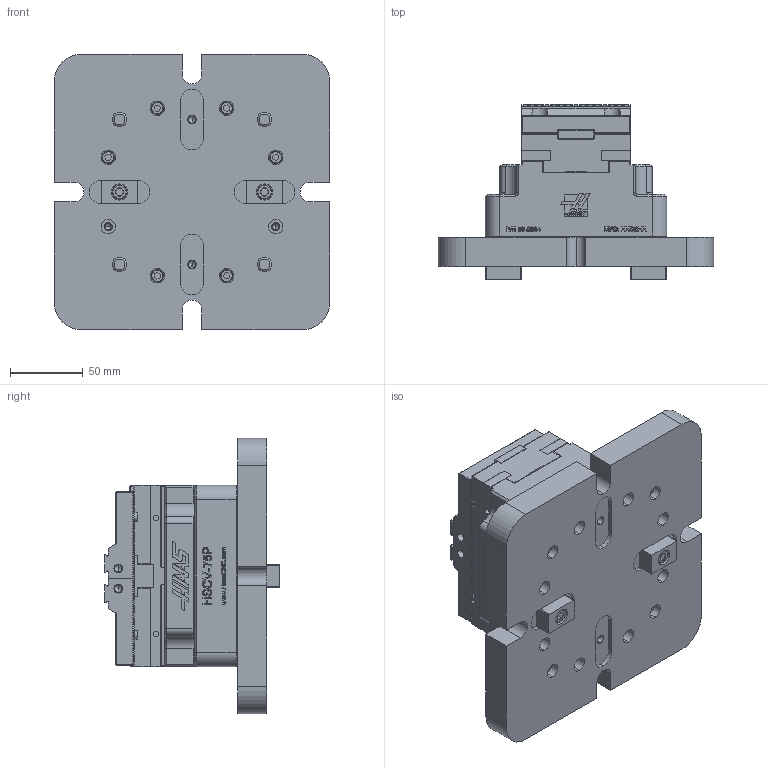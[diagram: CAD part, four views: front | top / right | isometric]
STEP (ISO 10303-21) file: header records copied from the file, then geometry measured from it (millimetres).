
FILE_DESCRIPTION (( 'STEP AP214' ), '1' );
FILE_NAME ('08-1857.STEP', '2025-02-25T16:08:06', ( '' ), ( '' ), 'SwSTEP 2.0', 'SolidWorks 2023', '' );
FILE_SCHEMA (( 'AUTOMOTIVE_DESIGN' ));
Length unit declared in the file: inch
Products named in the file (34): 05-0410_7; 08-1857; 05-0410_17; 05-0410_6; 05-0410_5; 05-0410_21; 05-0410_30; 05-0410_28; 05-0410_4; 05-0410; 05-0410_3; 05-0410_19; 05-0410_15; 05-0410_26; 05-0410_9; 05-0410_16; 05-0410_8; 05-0410_29; 05-0410_25; 05-0410_14; 05-0410_31; 05-0410_24; 05-0410_12; 05-0410_22; 05-0410_20; 05-0410_18; 05-0410_23; 05-0410_27; 05-0410_33; 05-0410_2; 05-0410_32; 05-0410_10; 05-0410_13; 05-0410_11
Assembly tree (33 placements, depth 2):
  08-1857
    05-0410_14
    05-0410_11
    05-0410_28
    05-0410_17
    05-0410_32
    05-0410
    05-0410_4
    05-0410_20
    05-0410_22
    05-0410_13
    05-0410_12
    05-0410_30
    05-0410_21
    05-0410_29
    05-0410_9
    05-0410_33
    05-0410_3
    05-0410_25
    05-0410_24
    05-0410_15
    05-0410_26
    05-0410_19
    05-0410_31
    05-0410_2
    05-0410_5
    05-0410_7
    05-0410_23
    05-0410_27
    05-0410_10
    05-0410_16
    05-0410_6
    05-0410_8
    05-0410_18
Bounding box: 190 x 120.62 x 190 mm (x, y, z)
Volume: 1399086.7 mm3; surface area: 304383.8 mm2
Topology: 33 solids, 41 shells, 4798 faces, 13056 edges, 8455 vertices
Faces by surface type: plane 3401, cylinder 571, bspline 479, cone 347
Entity records: 171744 total; most frequent: CARTESIAN_POINT 54002, ORIENTED_EDGE 25856, DIRECTION 21452, EDGE_CURVE 12928, VECTOR 9704, LINE 9704, VERTEX_POINT 8455, AXIS2_PLACEMENT_3D 5874
